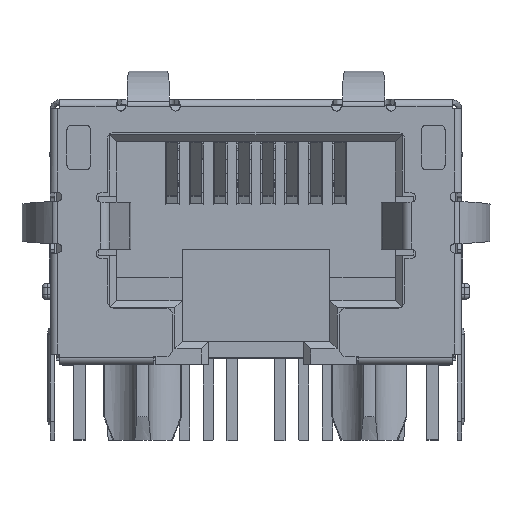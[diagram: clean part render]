
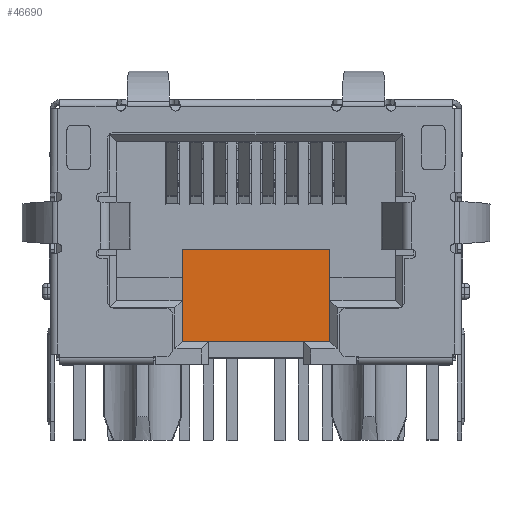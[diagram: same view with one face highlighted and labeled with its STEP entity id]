
A CAD part, top view. The second image highlights one B-rep face of the part: STEP entity #46690.
In plain terms, the highlighted planar face has unit normal (0, 0, 1).
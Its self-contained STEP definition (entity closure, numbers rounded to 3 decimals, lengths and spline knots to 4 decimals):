
#9563=DIRECTION('',(0.,-1.,0.));
#9564=VECTOR('',#9563,3.94);
#9565=CARTESIAN_POINT('',(3.15,-6.38,-11.));
#9566=LINE('',#9565,#9564);
#9567=DIRECTION('',(-1.,0.,0.));
#9568=VECTOR('',#9567,6.3);
#9569=CARTESIAN_POINT('',(3.15,-10.32,-11.));
#9570=LINE('',#9569,#9568);
#9571=DIRECTION('',(0.,1.,0.));
#9572=VECTOR('',#9571,3.94);
#9573=CARTESIAN_POINT('',(-3.15,-10.32,-11.));
#9574=LINE('',#9573,#9572);
#9575=DIRECTION('',(1.,0.,0.));
#9576=VECTOR('',#9575,6.3);
#9577=CARTESIAN_POINT('',(-3.15,-6.38,-11.));
#9578=LINE('',#9577,#9576);
#28817=CARTESIAN_POINT('',(3.15,-10.32,-11.));
#28818=VERTEX_POINT('',#28817);
#28819=CARTESIAN_POINT('',(3.15,-6.38,-11.));
#28820=VERTEX_POINT('',#28819);
#29089=CARTESIAN_POINT('',(-3.15,-6.38,-11.));
#29090=VERTEX_POINT('',#29089);
#29091=CARTESIAN_POINT('',(-3.15,-10.32,-11.));
#29092=VERTEX_POINT('',#29091);
#46678=CARTESIAN_POINT('',(0.,-8.35,-11.));
#46679=DIRECTION('',(0.,0.,1.));
#46680=DIRECTION('',(-1.,0.,0.));
#46681=AXIS2_PLACEMENT_3D('',#46678,#46679,#46680);
#46682=PLANE('',#46681);
#46683=ORIENTED_EDGE('',*,*,#45034,.T.);
#46685=ORIENTED_EDGE('',*,*,#46684,.T.);
#46686=ORIENTED_EDGE('',*,*,#46652,.T.);
#46687=ORIENTED_EDGE('',*,*,#46672,.T.);
#46688=EDGE_LOOP('',(#46683,#46685,#46686,#46687));
#46689=FACE_OUTER_BOUND('',#46688,.F.);
#46690=ADVANCED_FACE('',(#46689),#46682,.T.);
#45034=EDGE_CURVE('',#28820,#28818,#9566,.T.);
#46652=EDGE_CURVE('',#29092,#29090,#9574,.T.);
#46672=EDGE_CURVE('',#29090,#28820,#9578,.T.);
#46684=EDGE_CURVE('',#28818,#29092,#9570,.T.);
